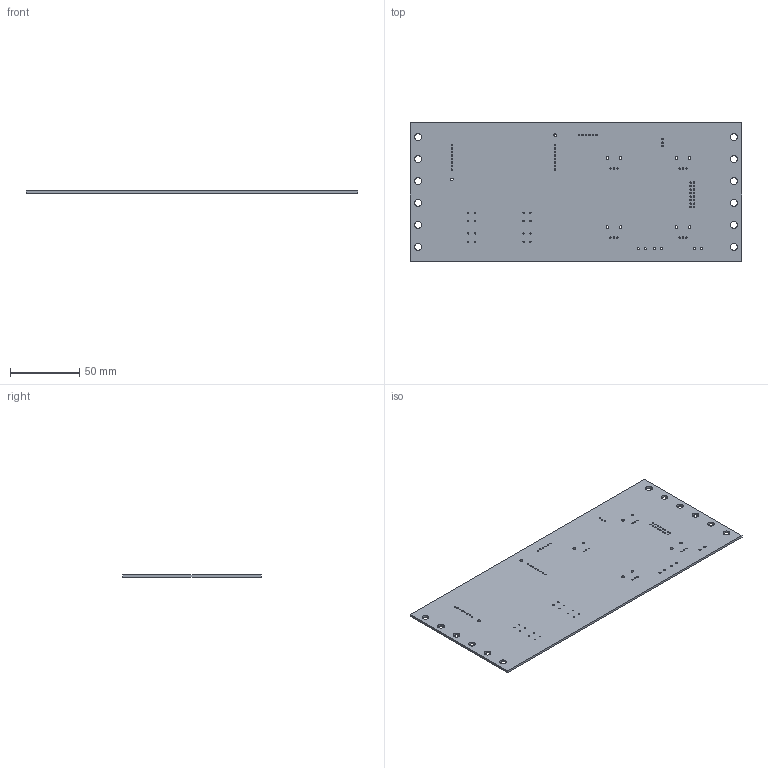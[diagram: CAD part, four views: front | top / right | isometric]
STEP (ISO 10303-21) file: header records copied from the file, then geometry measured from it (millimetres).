
FILE_DESCRIPTION(('FreeCAD Model'),'2;1');
FILE_NAME('edm_control_board1.step','2018-02-18T17:44:35',('kicad StepUp'),( 'ksu MCAD'),'Open CASCADE STEP processor 7.1','FreeCAD','Unknown');
FILE_SCHEMA(('AUTOMOTIVE_DESIGN { 1 0 10303 214 1 1 1 1 }'));
Length unit declared in the file: millimetre
Products named in the file (4): edm_control_board; Board_Geoms; Pcb; Step_Models
Assembly tree (3 placements, depth 3):
  edm_control_board
    Board_Geoms
      Pcb
    Step_Models
Bounding box: 240 x 100 x 1.6 mm (x, y, z)
Volume: 37872.4 mm3; surface area: 49215.3 mm2
Topology: 1 solids, 1 shells, 103 faces, 303 edges, 202 vertices
Faces by surface type: cylinder 97, plane 6
Full cylindrical faces by diameter (mm): 0.9 x16, 1 x53, 1.52 x6, 2 x10, 5 x12
Entity records: 4014 total; most frequent: DIRECTION 711, CARTESIAN_POINT 612, ORIENTED_EDGE 606, EDGE_CURVE 303, AXIS2_PLACEMENT_3D 301, FACE_BOUND 297, EDGE_LOOP 297, VERTEX_POINT 202
